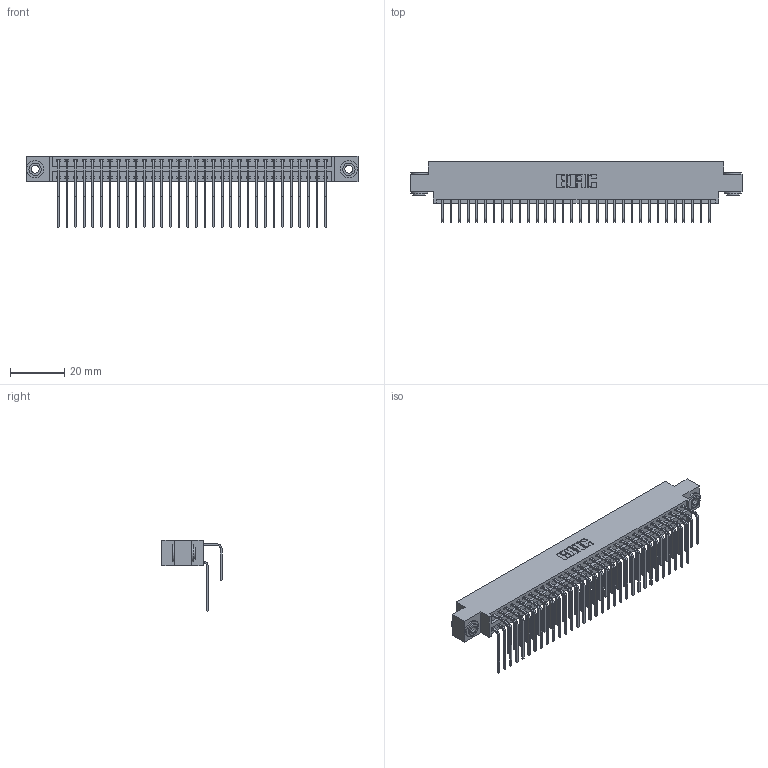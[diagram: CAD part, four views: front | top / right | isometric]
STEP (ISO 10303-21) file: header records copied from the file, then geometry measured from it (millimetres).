
FILE_DESCRIPTION (( 'STEP AP203' ), '1' );
FILE_NAME ('396-064-558-803.STEP', '2018-09-08T17:55:17', ( '' ), ( '' ), 'SwSTEP 2.0', 'SolidWorks 2016', '' );
FILE_SCHEMA (( 'CONFIG_CONTROL_DESIGN' ));
Length unit declared in the file: inch
Products named in the file (5): 346 Part_0.170 Offset - 0.156 Dia-TH; 345-292-001_558 559 Tail - 1; 345-292-001_558 Tail - 2; 345-250-002_345-250-002-102; 396-064-558-803
Assembly tree (67 placements, depth 2):
  396-064-558-803
    346 Part_0.170 Offset - 0.156 Dia-TH
    345-292-001_558 559 Tail - 1  x32
    345-292-001_558 Tail - 2  x32
    345-250-002_345-250-002-102  x2
Bounding box: 122.17 x 22.16 x 26.16 mm (x, y, z)
Volume: 12069.8 mm3; surface area: 18598.5 mm2
Topology: 67 solids, 67 shells, 3620 faces, 10721 edges, 7058 vertices
Faces by surface type: plane 2458, cylinder 1154, cone 8
Entity records: 24796 total; most frequent: CARTESIAN_POINT 4130, ORIENTED_EDGE 4006, DIRECTION 3693, EDGE_CURVE 2003, VECTOR 1679, LINE 1679, VERTEX_POINT 1330, AXIS2_PLACEMENT_3D 1007
